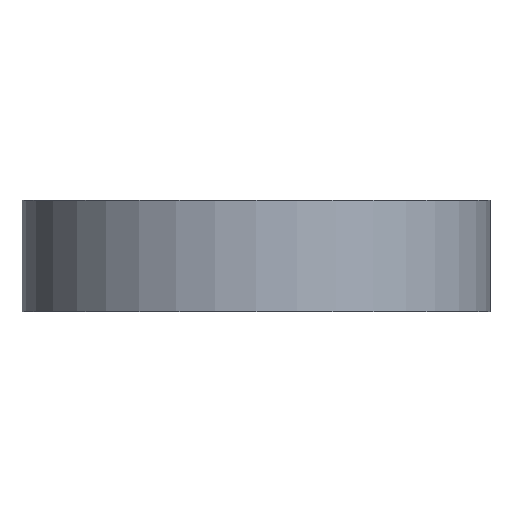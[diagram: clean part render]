
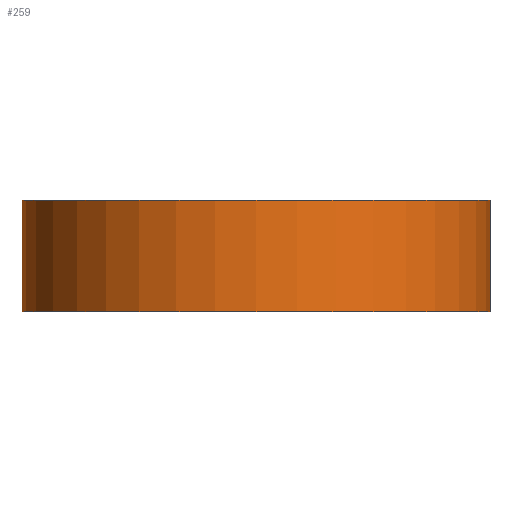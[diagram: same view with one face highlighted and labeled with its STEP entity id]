
A CAD part, front view. The second image highlights one B-rep face of the part: STEP entity #259.
In plain terms, the highlighted cylindrical face has radius 31.5 mm (diameter 63 mm), a partial arc.
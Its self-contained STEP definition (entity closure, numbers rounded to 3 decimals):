
#45 = CARTESIAN_POINT ( 'NONE',  ( 31.5, 0., 15. ) ) ;
#47 = EDGE_CURVE ( 'NONE', #1258, #166, #1101, .T. ) ;
#99 = DIRECTION ( 'NONE',  ( 0., 0., 1. ) ) ;
#166 = VERTEX_POINT ( 'NONE', #709 ) ;
#200 = ORIENTED_EDGE ( 'NONE', *, *, #1227, .T. ) ;
#202 = DIRECTION ( 'NONE',  ( 0., 0., -1. ) ) ;
#224 = ORIENTED_EDGE ( 'NONE', *, *, #47, .F. ) ;
#227 = DIRECTION ( 'NONE',  ( 1., 0., 0. ) ) ;
#244 = DIRECTION ( 'NONE',  ( 0., 0., -1. ) ) ;
#259 = ADVANCED_FACE ( 'NONE', ( #344 ), #740, .T. ) ;
#344 = FACE_OUTER_BOUND ( 'NONE', #647, .T. ) ;
#373 = AXIS2_PLACEMENT_3D ( 'NONE', #989, #99, #496 ) ;
#389 = ORIENTED_EDGE ( 'NONE', *, *, #526, .F. ) ;
#425 = AXIS2_PLACEMENT_3D ( 'NONE', #726, #1119, #227 ) ;
#441 = DIRECTION ( 'NONE',  ( 0., 0., -1. ) ) ;
#445 = ORIENTED_EDGE ( 'NONE', *, *, #454, .T. ) ;
#454 = EDGE_CURVE ( 'NONE', #1258, #1059, #699, .T. ) ;
#496 = DIRECTION ( 'NONE',  ( 1., 0., 0. ) ) ;
#523 = VECTOR ( 'NONE', #202, 1000. ) ;
#526 = EDGE_CURVE ( 'NONE', #166, #951, #936, .T. ) ;
#640 = DIRECTION ( 'NONE',  ( -1., 0., 0. ) ) ;
#647 = EDGE_LOOP ( 'NONE', ( #389, #224, #445, #200 ) ) ;
#699 = LINE ( 'NONE', #1093, #523 ) ;
#709 = CARTESIAN_POINT ( 'NONE',  ( 31.5, 0., 15. ) ) ;
#726 = CARTESIAN_POINT ( 'NONE',  ( 0., 0., 0. ) ) ;
#740 = CYLINDRICAL_SURFACE ( 'NONE', #911, 31.5 ) ;
#876 = CARTESIAN_POINT ( 'NONE',  ( -31.5, 0., 0. ) ) ;
#911 = AXIS2_PLACEMENT_3D ( 'NONE', #1134, #244, #640 ) ;
#936 = LINE ( 'NONE', #45, #1222 ) ;
#951 = VERTEX_POINT ( 'NONE', #1042 ) ;
#981 = CIRCLE ( 'NONE', #425, 31.5 ) ;
#989 = CARTESIAN_POINT ( 'NONE',  ( 0., 0., 15. ) ) ;
#1042 = CARTESIAN_POINT ( 'NONE',  ( 31.5, 0., 0. ) ) ;
#1059 = VERTEX_POINT ( 'NONE', #876 ) ;
#1093 = CARTESIAN_POINT ( 'NONE',  ( -31.5, 0., 15. ) ) ;
#1101 = CIRCLE ( 'NONE', #373, 31.5 ) ;
#1119 = DIRECTION ( 'NONE',  ( 0., 0., 1. ) ) ;
#1134 = CARTESIAN_POINT ( 'NONE',  ( 0., 0., 15. ) ) ;
#1217 = CARTESIAN_POINT ( 'NONE',  ( -31.5, 0., 15. ) ) ;
#1222 = VECTOR ( 'NONE', #441, 1000. ) ;
#1227 = EDGE_CURVE ( 'NONE', #1059, #951, #981, .T. ) ;
#1258 = VERTEX_POINT ( 'NONE', #1217 ) ;
